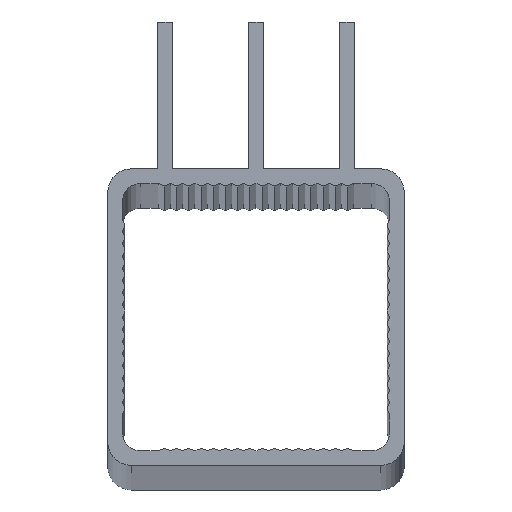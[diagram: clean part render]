
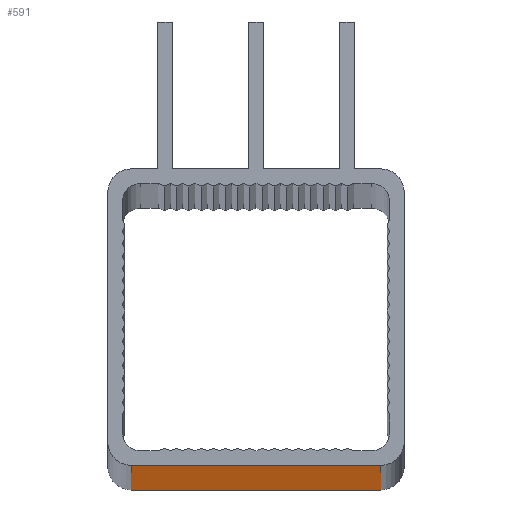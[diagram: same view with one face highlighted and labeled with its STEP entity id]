
A CAD part, top view. The second image highlights one B-rep face of the part: STEP entity #591.
In plain terms, the highlighted planar face has unit normal (0, -1, 0).
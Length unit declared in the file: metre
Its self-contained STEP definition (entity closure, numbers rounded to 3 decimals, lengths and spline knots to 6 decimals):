
#591=ADVANCED_FACE('',(#1308),#1309,.F.);
#1308=FACE_OUTER_BOUND('',#2422,.T.);
#1309=PLANE('',#2423);
#2422=EDGE_LOOP('',(#3912,#3913,#3914,#3915));
#2423=AXIS2_PLACEMENT_3D('',#3916,#3917,#3918);
#3912=ORIENTED_EDGE('',*,*,#5219,.T.);
#3913=ORIENTED_EDGE('',*,*,#5410,.F.);
#3914=ORIENTED_EDGE('',*,*,#5411,.F.);
#3915=ORIENTED_EDGE('',*,*,#5081,.T.);
#3916=CARTESIAN_POINT('',(0.291657,0.119379,0.0));
#3917=DIRECTION('',(0.0,1.0,0.0));
#3918=DIRECTION('',(0.0,0.0,1.0));
#5081=EDGE_CURVE('',#5737,#5735,#5738,.T.);
#5219=EDGE_CURVE('',#5735,#5974,#5976,.T.);
#5410=EDGE_CURVE('',#6296,#5974,#6297,.T.);
#5411=EDGE_CURVE('',#5737,#6296,#6298,.T.);
#5735=VERTEX_POINT('',#6709);
#5737=VERTEX_POINT('',#6711);
#5738=LINE('',#6712,#6713);
#5974=VERTEX_POINT('',#7051);
#5976=LINE('',#7053,#7054);
#6296=VERTEX_POINT('',#7541);
#6297=LINE('',#7542,#7543);
#6298=LINE('',#7544,#7545);
#6709=CARTESIAN_POINT('',(0.313247,0.119379,1.2192));
#6711=CARTESIAN_POINT('',(0.313247,0.119379,0.0));
#6712=CARTESIAN_POINT('',(0.313247,0.119379,0.0));
#6713=VECTOR('',#8109,1.0);
#7051=CARTESIAN_POINT('',(0.291657,0.119379,1.2192));
#7053=CARTESIAN_POINT('',(0.291657,0.119379,1.2192));
#7054=VECTOR('',#8230,1.0);
#7541=CARTESIAN_POINT('',(0.291657,0.119379,0.0));
#7542=CARTESIAN_POINT('',(0.291657,0.119379,0.0));
#7543=VECTOR('',#8410,1.0);
#7544=CARTESIAN_POINT('',(0.291657,0.119379,0.0));
#7545=VECTOR('',#8411,1.0);
#8109=DIRECTION('',(0.0,0.0,1.0));
#8230=DIRECTION('',(-1.0,0.0,0.0));
#8410=DIRECTION('',(0.0,0.0,1.0));
#8411=DIRECTION('',(-1.0,0.0,0.0));
